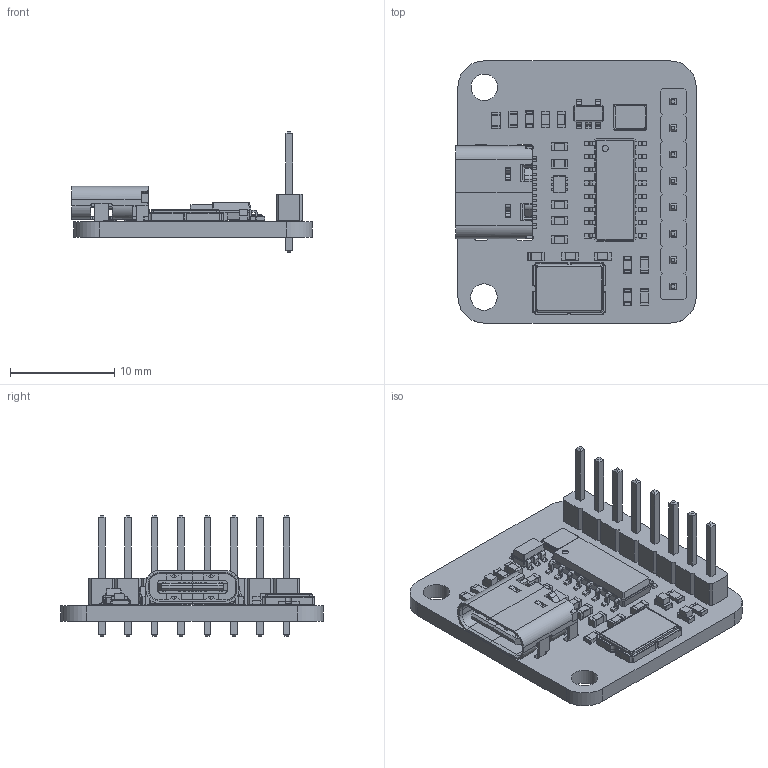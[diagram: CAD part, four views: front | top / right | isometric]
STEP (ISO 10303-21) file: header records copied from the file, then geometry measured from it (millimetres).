
FILE_DESCRIPTION(('KiCad electronic assembly'),'2;1');
FILE_NAME('USB_UART.step','2025-07-14T15:47:32',('Pcbnew'),('Kicad'), 'Open CASCADE STEP processor 7.8','KiCad to STEP converter','Unknown' );
FILE_SCHEMA(('AUTOMOTIVE_DESIGN { 1 0 10303 214 1 1 1 1 }'));
Length unit declared in the file: millimetre
Products named in the file (15): USB_UART 1; SOT-666; PinHeader_1x08_P2.54mm_Vertical; SOT-23-5; Crystal_SMD_SeikoEpson_FA238-4Pin_3.2x2.5mm; C_0603_1608Metric; SOIC-16_3.9x9.9mm_P1.27mm; LED_0603_1608Metric; R_0603_1608Metric; CRYSTAL_7050-2; USB_UART 1.15.1; USB_UART 1.15.2; USB_C_Receptacle_GCT_USB4105-xx-A_16P_TopMnt_Horizontal; USB_UART_copper; USB_UART_PCB
Assembly tree (28 placements, depth 3):
  USB_UART 1
    SOT-666
    PinHeader_1x08_P2.54mm_Vertical
    SOT-23-5
    Crystal_SMD_SeikoEpson_FA238-4Pin_3.2x2.5mm
    C_0603_1608Metric  x8
    SOIC-16_3.9x9.9mm_P1.27mm
    LED_0603_1608Metric  x3
    R_0603_1608Metric  x6
    CRYSTAL_7050-2
      USB_UART 1.15.1
      USB_UART 1.15.2
    USB_C_Receptacle_GCT_USB4105-xx-A_16P_TopMnt_Horizontal
    USB_UART_copper
    USB_UART_PCB
Bounding box: 23.1 x 25.2 x 11.54 mm (x, y, z)
Volume: 1235.5 mm3; surface area: 2795.5 mm2
Topology: 64 solids, 64 shells, 1962 faces, 4969 edges, 3160 vertices
Faces by surface type: plane 1391, cylinder 465, bspline 85, torus 11, cone 8, sphere 2
Full cylindrical faces by diameter (mm): 0.4 x2, 0.5 x2, 0.6 x1, 1 x8, 2.54 x2
Entity records: 56157 total; most frequent: CARTESIAN_POINT 8894, ORIENTED_EDGE 7712, DIRECTION 7358, EDGE_CURVE 3856, LINE 3090, VECTOR 3090, VERTEX_POINT 2432, AXIS2_PLACEMENT_3D 2134
